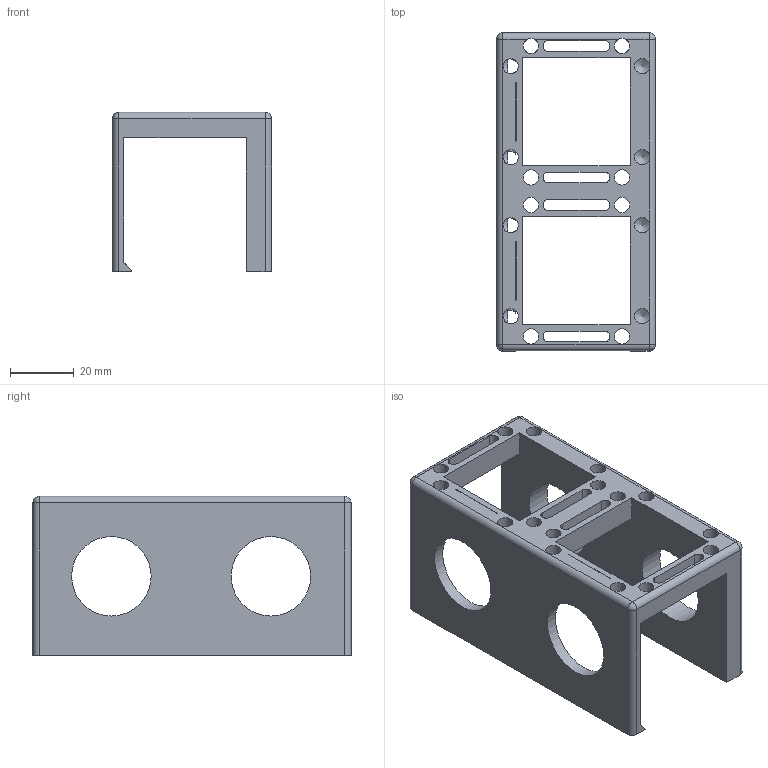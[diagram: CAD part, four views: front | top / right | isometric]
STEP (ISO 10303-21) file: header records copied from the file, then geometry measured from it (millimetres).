
FILE_DESCRIPTION(/* description */ (''),/* implementation_level */ '2;1');
FILE_NAME(/* name */ '30_Cube_Insert_Filter_Revolver_Filter_lid_triple_linearmotor.ipt.step',/* time_stamp */ '2022-11-29T08:16:58+01:00',/* author */ ('diederichbenedict'),/* organization */ (''),/* preprocessor_version */ 'ST-DEVELOPER v18.1',/* originating_system */ 'Autodesk Inventor 2022',/* authorisation */ '');
FILE_SCHEMA (('AUTOMOTIVE_DESIGN { 1 0 10303 214 3 1 1 }'));
Length unit declared in the file: millimetre
Products named in the file (1): 30_Cube_Insert_Filter_Revolver_Filter_lid_triple_linearmotor
Bounding box: 50 x 100 x 50.1 mm (x, y, z)
Volume: 53334.9 mm3; surface area: 29146 mm2
Topology: 1 solids, 1 shells, 101 faces, 305 edges, 194 vertices
Faces by surface type: cylinder 48, plane 33, cone 16, sphere 4
Full cylindrical faces by diameter (mm): 4.8 x20, 25 x4
Entity records: 3548 total; most frequent: CARTESIAN_POINT 647, DIRECTION 605, ORIENTED_EDGE 594, EDGE_CURVE 297, AXIS2_PLACEMENT_3D 220, VERTEX_POINT 194, LINE 165, VECTOR 165
